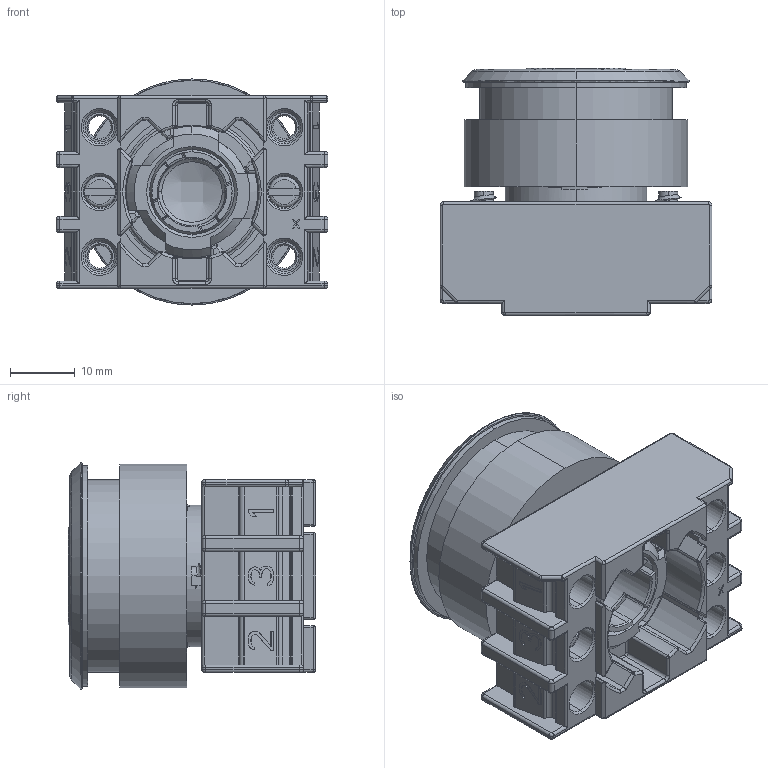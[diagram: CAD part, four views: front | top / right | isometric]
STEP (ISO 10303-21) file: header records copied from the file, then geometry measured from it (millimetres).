
FILE_DESCRIPTION (( 'STEP AP203' ), '1' );
FILE_NAME ('EDL.VGN.step', '2020-12-14T22:15:03', ( '' ), ( '' ), 'SwSTEP 2.0', 'SolidWorks 2019', '' );
FILE_SCHEMA (( 'CONFIG_CONTROL_DESIGN' ));
Length unit declared in the file: millimetre
Products named in the file (1): EDL.VGN
Bounding box: 42 x 38.25 x 34.93 mm (x, y, z)
Volume: 25194.8 mm3; surface area: 19662.3 mm2
Topology: 5 solids, 5 shells, 1372 faces, 3644 edges, 2256 vertices
Faces by surface type: plane 506, cylinder 465, bspline 238, cone 140, torus 23
Entity records: 59483 total; most frequent: CARTESIAN_POINT 27647, ORIENTED_EDGE 7208, DIRECTION 6006, EDGE_CURVE 3604, VERTEX_POINT 2256, AXIS2_PLACEMENT_3D 2094, LINE 1818, VECTOR 1818
